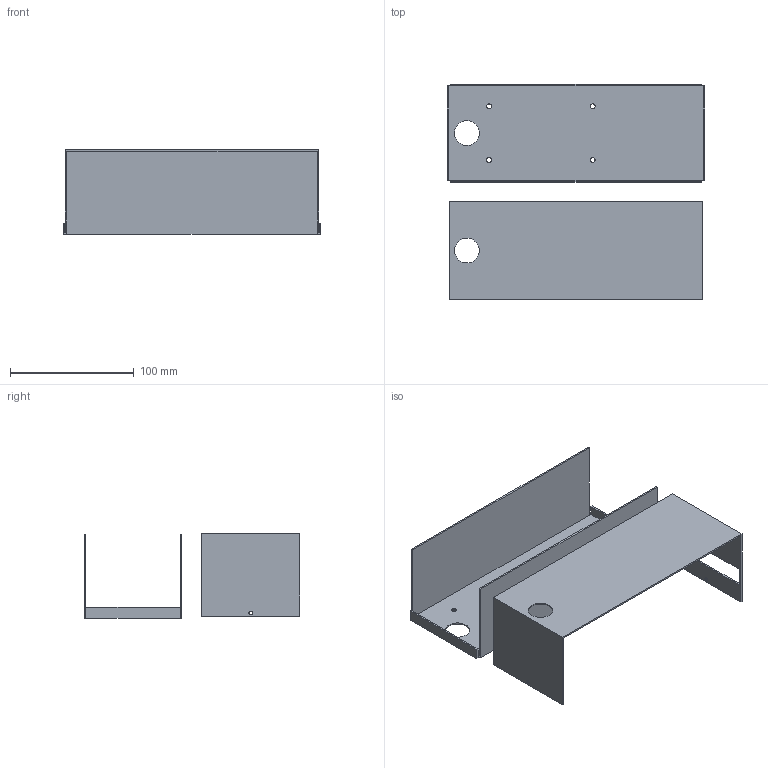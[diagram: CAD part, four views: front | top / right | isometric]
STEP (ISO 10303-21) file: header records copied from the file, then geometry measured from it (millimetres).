
FILE_DESCRIPTION(/* description */ (''),/* implementation_level */ '2;1');
FILE_NAME(/* name */ 'Modified LMB Chassis FINAL.step',/* time_stamp */ '2025-05-15T14:18:35-07:00',/* author */ (''),/* organization */ (''),/* preprocessor_version */ 'ST-DEVELOPER v20.1',/* originating_system */ 'Autodesk Translation Framework v14.4.0.0',/* authorisation */ '');
FILE_SCHEMA (('AUTOMOTIVE_DESIGN { 1 0 10303 214 3 1 1 }'));
Length unit declared in the file: millimetre
Products named in the file (1): Modified LMB Chassis
Bounding box: 208 x 174.17 x 68.5 mm (x, y, z)
Volume: 88087.4 mm3; surface area: 141360 mm2
Topology: 2 solids, 2 shells, 44 faces, 116 edges, 76 vertices
Faces by surface type: plane 36, cylinder 8
Full cylindrical faces by diameter (mm): 3 x2, 4 x4, 20 x2
Entity records: 1412 total; most frequent: CARTESIAN_POINT 237, ORIENTED_EDGE 232, DIRECTION 222, EDGE_CURVE 116, LINE 100, VECTOR 100, VERTEX_POINT 76, EDGE_LOOP 62
